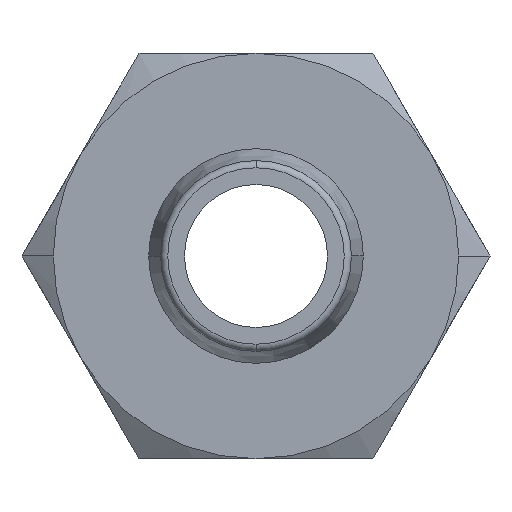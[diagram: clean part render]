
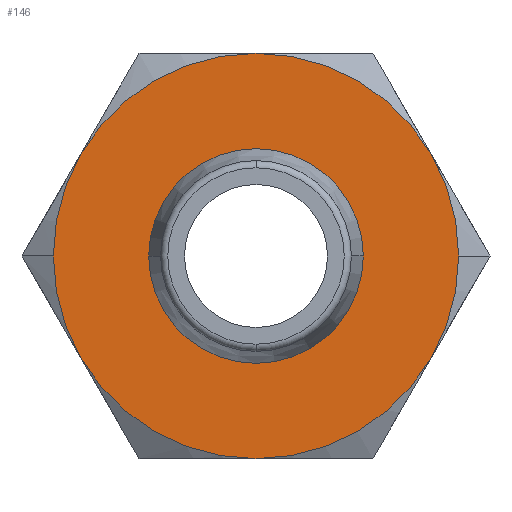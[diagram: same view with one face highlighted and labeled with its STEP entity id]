
A CAD part, front view. The second image highlights one B-rep face of the part: STEP entity #146.
In plain terms, the highlighted planar face has unit normal (0, -1, 0).
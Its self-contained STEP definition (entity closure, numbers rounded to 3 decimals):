
#146=ADVANCED_FACE('',(#293,#294),#295,.T.);
#293=FACE_OUTER_BOUND('',#436,.T.);
#294=FACE_BOUND('',#437,.T.);
#295=PLANE('',#438);
#436=EDGE_LOOP('',(#771,#772,#773,#774,#775,#776,#777,#778));
#437=EDGE_LOOP('',(#779,#780));
#438=AXIS2_PLACEMENT_3D('',#781,#782,#783);
#771=ORIENTED_EDGE('',*,*,#912,.T.);
#772=ORIENTED_EDGE('',*,*,#924,.T.);
#773=ORIENTED_EDGE('',*,*,#906,.T.);
#774=ORIENTED_EDGE('',*,*,#922,.T.);
#775=ORIENTED_EDGE('',*,*,#951,.T.);
#776=ORIENTED_EDGE('',*,*,#858,.T.);
#777=ORIENTED_EDGE('',*,*,#938,.T.);
#778=ORIENTED_EDGE('',*,*,#862,.T.);
#779=ORIENTED_EDGE('',*,*,#893,.F.);
#780=ORIENTED_EDGE('',*,*,#929,.F.);
#781=CARTESIAN_POINT('',(-4.25,14.0,0.0));
#782=DIRECTION('',(0.,-1.0,0.0));
#783=DIRECTION('',(-1.0,0.,0.0));
#858=EDGE_CURVE('',#1021,#1024,#1026,.T.);
#862=EDGE_CURVE('',#1028,#1031,#1033,.T.);
#893=EDGE_CURVE('',#1079,#1075,#1081,.T.);
#906=EDGE_CURVE('',#995,#1060,#1097,.T.);
#912=EDGE_CURVE('',#1031,#1102,#1104,.T.);
#922=EDGE_CURVE('',#1060,#1114,#1116,.T.);
#924=EDGE_CURVE('',#1102,#995,#1118,.T.);
#929=EDGE_CURVE('',#1075,#1079,#1123,.T.);
#938=EDGE_CURVE('',#1024,#1028,#1132,.T.);
#951=EDGE_CURVE('',#1114,#1021,#1145,.T.);
#995=VERTEX_POINT('',#1197);
#1021=VERTEX_POINT('',#1248);
#1024=VERTEX_POINT('',#1252);
#1026=CIRCLE('',#1265,8.5);
#1028=VERTEX_POINT('',#1267);
#1031=VERTEX_POINT('',#1281);
#1033=CIRCLE('',#1294,8.5);
#1060=VERTEX_POINT('',#1341);
#1075=VERTEX_POINT('',#1382);
#1079=VERTEX_POINT('',#1387);
#1081=CIRCLE('',#1390,4.5);
#1097=CIRCLE('',#1421,8.5);
#1102=VERTEX_POINT('',#1426);
#1104=CIRCLE('',#1429,8.5);
#1114=VERTEX_POINT('',#1451);
#1116=CIRCLE('',#1464,8.5);
#1118=CIRCLE('',#1466,8.5);
#1123=CIRCLE('',#1471,4.5);
#1132=CIRCLE('',#1484,8.5);
#1145=CIRCLE('',#1498,8.5);
#1197=CARTESIAN_POINT('',(-7.361,14.0,-4.25));
#1248=CARTESIAN_POINT('',(8.5,14.0,0.));
#1252=CARTESIAN_POINT('',(7.361,14.0,4.25));
#1265=AXIS2_PLACEMENT_3D('',#1575,#1576,#1577);
#1267=CARTESIAN_POINT('',(0.,14.0,8.5));
#1281=CARTESIAN_POINT('',(-7.361,14.0,4.25));
#1294=AXIS2_PLACEMENT_3D('',#1578,#1579,#1580);
#1341=CARTESIAN_POINT('',(0.,14.0,-8.5));
#1382=CARTESIAN_POINT('',(4.5,14.0,0.));
#1387=CARTESIAN_POINT('',(-4.5,14.0,0.));
#1390=AXIS2_PLACEMENT_3D('',#1611,#1612,#1613);
#1421=AXIS2_PLACEMENT_3D('',#1627,#1628,#1629);
#1426=CARTESIAN_POINT('',(-8.5,14.0,0.));
#1429=AXIS2_PLACEMENT_3D('',#1637,#1638,#1639);
#1451=CARTESIAN_POINT('',(7.361,14.0,-4.25));
#1464=AXIS2_PLACEMENT_3D('',#1650,#1651,#1652);
#1466=AXIS2_PLACEMENT_3D('',#1653,#1654,#1655);
#1471=AXIS2_PLACEMENT_3D('',#1659,#1660,#1661);
#1484=AXIS2_PLACEMENT_3D('',#1669,#1670,#1671);
#1498=AXIS2_PLACEMENT_3D('',#1685,#1686,#1687);
#1575=CARTESIAN_POINT('',(0.,14.0,0.0));
#1576=DIRECTION('',(0.,-1.0,0.0));
#1577=DIRECTION('',(-1.0,0.,0.0));
#1578=CARTESIAN_POINT('',(0.,14.0,0.0));
#1579=DIRECTION('',(0.,-1.0,0.0));
#1580=DIRECTION('',(-1.0,0.,0.0));
#1611=CARTESIAN_POINT('',(0.0,14.0,0.0));
#1612=DIRECTION('',(0.,-1.0,0.0));
#1613=DIRECTION('',(1.0,0.,0.0));
#1627=CARTESIAN_POINT('',(0.,14.0,0.0));
#1628=DIRECTION('',(0.,-1.0,0.0));
#1629=DIRECTION('',(-1.0,0.,0.0));
#1637=CARTESIAN_POINT('',(0.,14.0,0.0));
#1638=DIRECTION('',(0.,-1.0,0.0));
#1639=DIRECTION('',(-1.0,0.,0.0));
#1650=CARTESIAN_POINT('',(0.,14.0,0.0));
#1651=DIRECTION('',(0.,-1.0,0.0));
#1652=DIRECTION('',(-1.0,0.,0.0));
#1653=CARTESIAN_POINT('',(0.,14.0,0.0));
#1654=DIRECTION('',(0.,-1.0,0.0));
#1655=DIRECTION('',(-1.0,0.,0.0));
#1659=CARTESIAN_POINT('',(0.0,14.0,0.0));
#1660=DIRECTION('',(0.,-1.0,0.0));
#1661=DIRECTION('',(1.0,0.,0.0));
#1669=CARTESIAN_POINT('',(0.,14.0,0.0));
#1670=DIRECTION('',(0.,-1.0,0.0));
#1671=DIRECTION('',(-1.0,0.,0.0));
#1685=CARTESIAN_POINT('',(0.,14.0,0.0));
#1686=DIRECTION('',(0.,-1.0,0.0));
#1687=DIRECTION('',(-1.0,0.,0.0));
